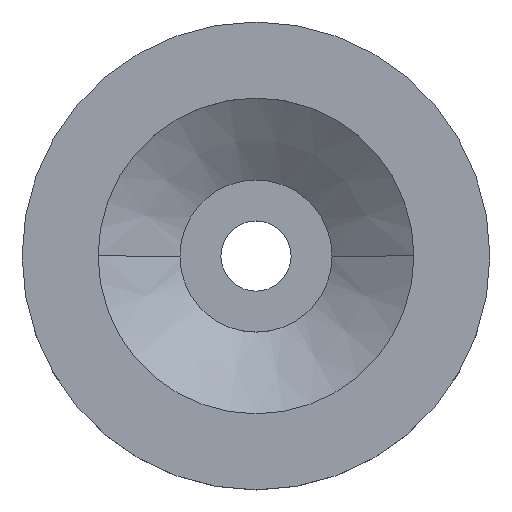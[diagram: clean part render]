
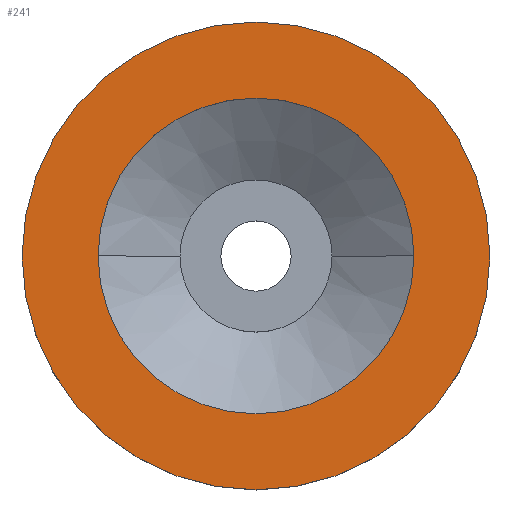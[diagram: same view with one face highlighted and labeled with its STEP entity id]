
A CAD part, top view. The second image highlights one B-rep face of the part: STEP entity #241.
In plain terms, the highlighted planar face has unit normal (0, 0, 1).
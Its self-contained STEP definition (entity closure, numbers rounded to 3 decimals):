
#117=EDGE_CURVE('',#181,#223,#303,.T.);
#137=EDGE_CURVE('',#153,#243,#324,.T.);
#147=EDGE_CURVE('',#223,#181,#336,.T.);
#153=VERTEX_POINT('',#342);
#157=EDGE_CURVE('',#243,#153,#346,.T.);
#181=VERTEX_POINT('',#375);
#223=VERTEX_POINT('',#424);
#241=ADVANCED_FACE('',(#444,#445),#446,.T.);
#243=VERTEX_POINT('',#448);
#303=CIRCLE('',#509,27.0);
#324=CIRCLE('',#540,40.0);
#336=CIRCLE('',#554,27.0);
#342=CARTESIAN_POINT('',(-40.0,0.,26.0));
#346=CIRCLE('',#566,40.0);
#375=CARTESIAN_POINT('',(-27.0,0.,26.0));
#424=CARTESIAN_POINT('',(27.,0.,26.0));
#444=FACE_OUTER_BOUND('',#687,.T.);
#445=FACE_BOUND('',#688,.T.);
#446=PLANE('',#689);
#448=CARTESIAN_POINT('',(40.,0.,26.0));
#509=AXIS2_PLACEMENT_3D('',#749,#750,#751);
#540=AXIS2_PLACEMENT_3D('',#772,#773,#774);
#554=AXIS2_PLACEMENT_3D('',#794,#795,#796);
#566=AXIS2_PLACEMENT_3D('',#800,#801,#802);
#687=EDGE_LOOP('',(#930,#931));
#688=EDGE_LOOP('',(#932,#933));
#689=AXIS2_PLACEMENT_3D('',#934,#935,#936);
#749=CARTESIAN_POINT('',(0.,0.,26.0));
#750=DIRECTION('',(-0.0,0.0,-1.0));
#751=DIRECTION('',(-1.0,0.,0.0));
#772=CARTESIAN_POINT('',(0.,0.,26.0));
#773=DIRECTION('',(-0.0,0.0,-1.0));
#774=DIRECTION('',(-1.0,0.,0.0));
#794=CARTESIAN_POINT('',(0.,0.,26.0));
#795=DIRECTION('',(-0.0,0.0,-1.0));
#796=DIRECTION('',(-1.0,0.,0.0));
#800=CARTESIAN_POINT('',(0.,0.,26.0));
#801=DIRECTION('',(-0.0,0.0,-1.0));
#802=DIRECTION('',(-1.0,0.,0.0));
#930=ORIENTED_EDGE('',*,*,#137,.F.);
#931=ORIENTED_EDGE('',*,*,#157,.F.);
#932=ORIENTED_EDGE('',*,*,#117,.T.);
#933=ORIENTED_EDGE('',*,*,#147,.T.);
#934=CARTESIAN_POINT('',(-33.5,0.,26.0));
#935=DIRECTION('',(0.0,0.0,1.0));
#936=DIRECTION('',(-1.0,0.,0.0));
